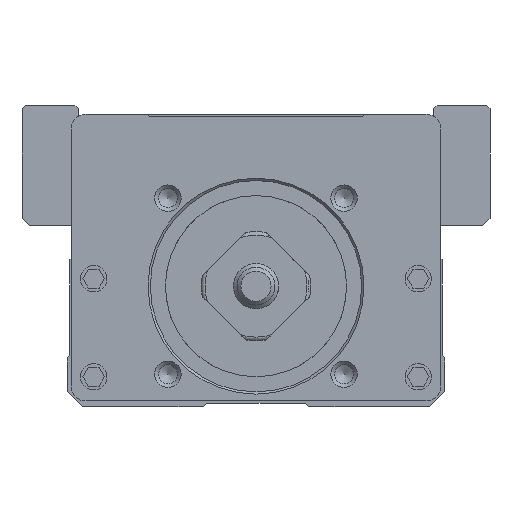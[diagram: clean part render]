
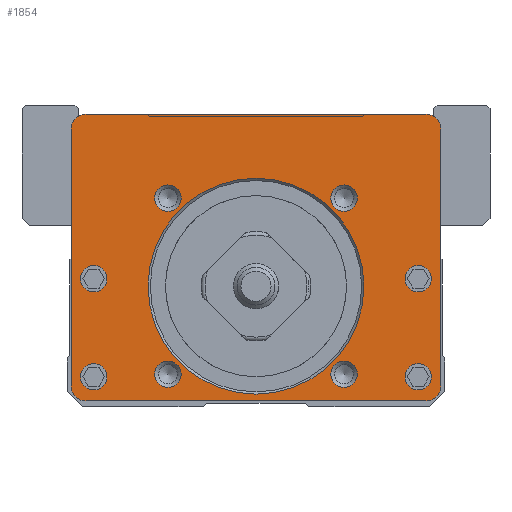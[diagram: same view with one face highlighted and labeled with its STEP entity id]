
A CAD part, front view. The second image highlights one B-rep face of the part: STEP entity #1854.
In plain terms, the highlighted planar face has unit normal (0, -1, 0).
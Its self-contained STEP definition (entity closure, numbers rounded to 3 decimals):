
#1854=ADVANCED_FACE('',(#8575,#8576,#8577,#8578,#8579,#8580,#8581,#8582,
#8583,#8584),#3079,.T.);
#3079=PLANE('',#23041);
#4017=LINE('',#31425,#6299);
#4051=LINE('',#31500,#6333);
#4063=LINE('',#31525,#6345);
#4077=LINE('',#31563,#6359);
#6299=VECTOR('',#25192,1.);
#6333=VECTOR('',#25242,1.);
#6345=VECTOR('',#25258,1.);
#6359=VECTOR('',#25290,1.);
#8575=FACE_BOUND('',#9247,.T.);
#8576=FACE_BOUND('',#9248,.T.);
#8577=FACE_BOUND('',#9249,.T.);
#8578=FACE_BOUND('',#9250,.T.);
#8579=FACE_BOUND('',#9251,.T.);
#8580=FACE_BOUND('',#9252,.T.);
#8581=FACE_BOUND('',#9253,.T.);
#8582=FACE_BOUND('',#9254,.T.);
#8583=FACE_BOUND('',#9255,.T.);
#8584=FACE_BOUND('',#9256,.T.);
#9247=EDGE_LOOP('',(#11333));
#9248=EDGE_LOOP('',(#11334));
#9249=EDGE_LOOP('',(#11335));
#9250=EDGE_LOOP('',(#11336));
#9251=EDGE_LOOP('',(#11337));
#9252=EDGE_LOOP('',(#11338));
#9253=EDGE_LOOP('',(#11339));
#9254=EDGE_LOOP('',(#11340));
#9255=EDGE_LOOP('',(#11341));
#9256=EDGE_LOOP('',(#11342,#11343,#11344,#11345,#11346,#11347,#11348,#11349));
#11333=ORIENTED_EDGE('',*,*,#19475,.T.);
#11334=ORIENTED_EDGE('',*,*,#19476,.T.);
#11335=ORIENTED_EDGE('',*,*,#19477,.T.);
#11336=ORIENTED_EDGE('',*,*,#19478,.T.);
#11337=ORIENTED_EDGE('',*,*,#19479,.T.);
#11338=ORIENTED_EDGE('',*,*,#19480,.F.);
#11339=ORIENTED_EDGE('',*,*,#19481,.T.);
#11340=ORIENTED_EDGE('',*,*,#19482,.T.);
#11341=ORIENTED_EDGE('',*,*,#19483,.F.);
#11342=ORIENTED_EDGE('',*,*,#19278,.T.);
#11343=ORIENTED_EDGE('',*,*,#19361,.T.);
#11344=ORIENTED_EDGE('',*,*,#19326,.F.);
#11345=ORIENTED_EDGE('',*,*,#19484,.F.);
#11346=ORIENTED_EDGE('',*,*,#19347,.T.);
#11347=ORIENTED_EDGE('',*,*,#19485,.T.);
#11348=ORIENTED_EDGE('',*,*,#19313,.T.);
#11349=ORIENTED_EDGE('',*,*,#19363,.T.);
#17094=VERTEX_POINT('',#31419);
#17097=VERTEX_POINT('',#31424);
#17130=VERTEX_POINT('',#31499);
#17131=VERTEX_POINT('',#31501);
#17133=VERTEX_POINT('',#31507);
#17141=VERTEX_POINT('',#31524);
#17156=VERTEX_POINT('',#31562);
#17157=VERTEX_POINT('',#31564);
#17263=VERTEX_POINT('',#31924);
#17264=VERTEX_POINT('',#31926);
#17265=VERTEX_POINT('',#31928);
#17266=VERTEX_POINT('',#31930);
#17267=VERTEX_POINT('',#31932);
#17268=VERTEX_POINT('',#31934);
#17269=VERTEX_POINT('',#31936);
#17270=VERTEX_POINT('',#31938);
#17271=VERTEX_POINT('',#31940);
#19278=EDGE_CURVE('',#17094,#17097,#4017,.T.);
#19313=EDGE_CURVE('',#17131,#17130,#4051,.T.);
#19326=EDGE_CURVE('',#17141,#17133,#4063,.T.);
#19347=EDGE_CURVE('',#17157,#17156,#4077,.T.);
#19361=EDGE_CURVE('',#17097,#17133,#22240,.T.);
#19363=EDGE_CURVE('',#17130,#17094,#22242,.T.);
#19475=EDGE_CURVE('',#17263,#17263,#22258,.T.);
#19476=EDGE_CURVE('',#17264,#17264,#22259,.T.);
#19477=EDGE_CURVE('',#17265,#17265,#22260,.T.);
#19478=EDGE_CURVE('',#17266,#17266,#22261,.T.);
#19479=EDGE_CURVE('',#17267,#17267,#22262,.T.);
#19480=EDGE_CURVE('',#17268,#17268,#22263,.T.);
#19481=EDGE_CURVE('',#17269,#17269,#22264,.T.);
#19482=EDGE_CURVE('',#17270,#17270,#22265,.T.);
#19483=EDGE_CURVE('',#17271,#17271,#22266,.T.);
#19484=EDGE_CURVE('',#17157,#17141,#22267,.T.);
#19485=EDGE_CURVE('',#17156,#17131,#22268,.T.);
#22240=CIRCLE('',#23004,2.);
#22242=CIRCLE('',#23007,2.);
#22258=CIRCLE('',#23030,14.3);
#22259=CIRCLE('',#23031,1.75);
#22260=CIRCLE('',#23032,1.75);
#22261=CIRCLE('',#23033,1.75);
#22262=CIRCLE('',#23034,1.75);
#22263=CIRCLE('',#23035,1.75);
#22264=CIRCLE('',#23036,1.75);
#22265=CIRCLE('',#23037,1.75);
#22266=CIRCLE('',#23038,1.75);
#22267=CIRCLE('',#23039,2.);
#22268=CIRCLE('',#23040,2.);
#23004=AXIS2_PLACEMENT_3D('',#31586,#25316,#25317);
#23007=AXIS2_PLACEMENT_3D('',#31589,#25322,#25323);
#23030=AXIS2_PLACEMENT_3D('',#31923,#25450,#25451);
#23031=AXIS2_PLACEMENT_3D('',#31925,#25452,#25453);
#23032=AXIS2_PLACEMENT_3D('',#31927,#25454,#25455);
#23033=AXIS2_PLACEMENT_3D('',#31929,#25456,#25457);
#23034=AXIS2_PLACEMENT_3D('',#31931,#25458,#25459);
#23035=AXIS2_PLACEMENT_3D('',#31933,#25460,#25461);
#23036=AXIS2_PLACEMENT_3D('',#31935,#25462,#25463);
#23037=AXIS2_PLACEMENT_3D('',#31937,#25464,#25465);
#23038=AXIS2_PLACEMENT_3D('',#31939,#25466,#25467);
#23039=AXIS2_PLACEMENT_3D('',#31941,#25468,#25469);
#23040=AXIS2_PLACEMENT_3D('',#31942,#25470,#25471);
#23041=AXIS2_PLACEMENT_3D('',#31943,#25472,#25473);
#25192=DIRECTION('',(-1.,0.,0.));
#25242=DIRECTION('',(0.,0.,1.));
#25258=DIRECTION('',(0.,0.,1.));
#25290=DIRECTION('',(1.,0.,0.));
#25316=DIRECTION('',(0.,-1.,0.));
#25317=DIRECTION('',(0.,0.,-1.));
#25322=DIRECTION('',(0.,-1.,0.));
#25323=DIRECTION('',(0.,0.,-1.));
#25450=DIRECTION('',(0.,1.,0.));
#25451=DIRECTION('',(0.,0.,-1.));
#25452=DIRECTION('',(0.,1.,0.));
#25453=DIRECTION('',(0.,0.,-1.));
#25454=DIRECTION('',(0.,1.,0.));
#25455=DIRECTION('',(0.,0.,-1.));
#25456=DIRECTION('',(0.,1.,0.));
#25457=DIRECTION('',(0.,0.,-1.));
#25458=DIRECTION('',(0.,1.,0.));
#25459=DIRECTION('',(0.,0.,-1.));
#25460=DIRECTION('',(0.,-1.,0.));
#25461=DIRECTION('',(-1.,0.,0.));
#25462=DIRECTION('',(0.,1.,0.));
#25463=DIRECTION('',(-1.,0.,0.));
#25464=DIRECTION('',(0.,1.,0.));
#25465=DIRECTION('',(1.,0.,0.));
#25466=DIRECTION('',(0.,-1.,0.));
#25467=DIRECTION('',(1.,0.,0.));
#25468=DIRECTION('',(0.,1.,0.));
#25469=DIRECTION('',(0.,0.,-1.));
#25470=DIRECTION('',(0.,-1.,0.));
#25471=DIRECTION('',(0.,0.,-1.));
#25472=DIRECTION('',(0.,-1.,0.));
#25473=DIRECTION('',(0.,0.,-1.));
#31419=CARTESIAN_POINT('',(22.868,-178.78,30.309));
#31424=CARTESIAN_POINT('',(-22.132,-178.78,30.309));
#31425=CARTESIAN_POINT('',(-24.132,-178.78,30.309));
#31499=CARTESIAN_POINT('',(24.868,-178.78,28.309));
#31500=CARTESIAN_POINT('',(24.868,-178.78,-7.691));
#31501=CARTESIAN_POINT('',(24.868,-178.78,-5.691));
#31507=CARTESIAN_POINT('',(-24.132,-178.78,28.309));
#31524=CARTESIAN_POINT('',(-24.132,-178.78,-5.691));
#31525=CARTESIAN_POINT('',(-24.132,-178.78,-7.691));
#31562=CARTESIAN_POINT('',(22.868,-178.78,-7.691));
#31563=CARTESIAN_POINT('',(-24.132,-178.78,-7.691));
#31564=CARTESIAN_POINT('',(-22.132,-178.78,-7.691));
#31586=CARTESIAN_POINT('',(-22.132,-178.78,28.309));
#31589=CARTESIAN_POINT('',(22.868,-178.78,28.309));
#31923=CARTESIAN_POINT('',(0.368,-178.78,7.509));
#31924=CARTESIAN_POINT('',(0.368,-178.78,-6.791));
#31925=CARTESIAN_POINT('',(-11.3,-178.78,-4.158));
#31926=CARTESIAN_POINT('',(-11.3,-178.78,-5.908));
#31927=CARTESIAN_POINT('',(12.035,-178.78,-4.158));
#31928=CARTESIAN_POINT('',(12.035,-178.78,-5.908));
#31929=CARTESIAN_POINT('',(12.035,-178.78,19.176));
#31930=CARTESIAN_POINT('',(12.035,-178.78,17.426));
#31931=CARTESIAN_POINT('',(-11.3,-178.78,19.176));
#31932=CARTESIAN_POINT('',(-11.3,-178.78,17.426));
#31933=CARTESIAN_POINT('',(-21.132,-178.78,8.509));
#31934=CARTESIAN_POINT('',(-22.882,-178.78,8.509));
#31935=CARTESIAN_POINT('',(-21.132,-178.78,-4.491));
#31936=CARTESIAN_POINT('',(-22.882,-178.78,-4.491));
#31937=CARTESIAN_POINT('',(21.868,-178.78,8.509));
#31938=CARTESIAN_POINT('',(23.618,-178.78,8.509));
#31939=CARTESIAN_POINT('',(21.868,-178.78,-4.491));
#31940=CARTESIAN_POINT('',(23.618,-178.78,-4.491));
#31941=CARTESIAN_POINT('',(-22.132,-178.78,-5.691));
#31942=CARTESIAN_POINT('',(22.868,-178.78,-5.691));
#31943=CARTESIAN_POINT('',(-24.132,-178.78,38.509));
